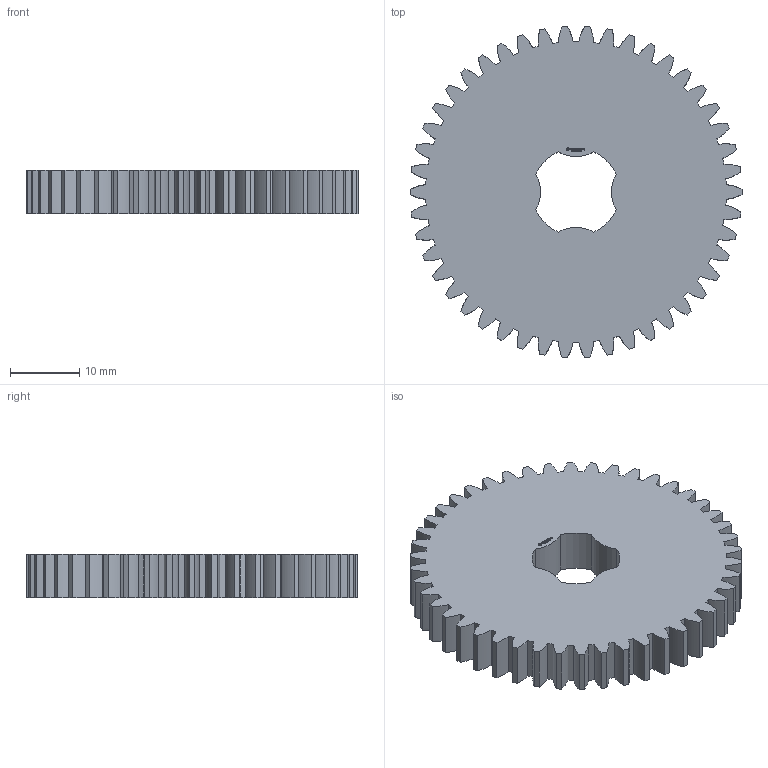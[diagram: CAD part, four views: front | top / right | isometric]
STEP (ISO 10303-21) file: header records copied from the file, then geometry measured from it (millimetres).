
FILE_DESCRIPTION(('FreeCAD Model'),'2;1');
FILE_NAME('Open CASCADE Shape Model','2024-03-10T17:50:16',(''),(''), 'Open CASCADE STEP processor 7.6','FreeCAD','Unknown');
FILE_SCHEMA(('AUTOMOTIVE_DESIGN { 1 0 10303 214 1 1 1 1 }'));
Products named in the file (1): Gear Wheel PLN TTH46 BU00.50 SFT-SHD - SPN-GWH-0162 (stemfie.org)
Bounding box: 47.99 x 47.93 x 6.25 mm (x, y, z)
Volume: 9627.1 mm3; surface area: 5171.3 mm2
Topology: 1 solids, 1 shells, 658 faces, 1878 edges, 1252 vertices
Faces by surface type: extrusion 330, plane 320, cylinder 8
Entity records: 58997 total; most frequent: CARTESIAN_POINT 19135, DIRECTION 5318, VECTOR 4612, LINE 4282, ORIENTED_EDGE 3756, PCURVE 3756, DEFINITIONAL_REPRESENTATION 3756, EDGE_CURVE 1878
